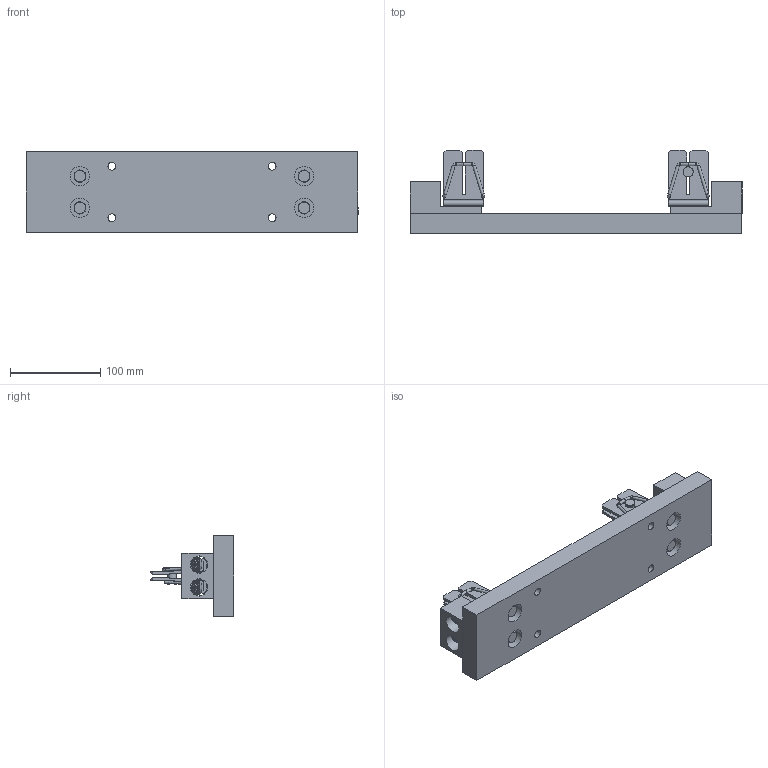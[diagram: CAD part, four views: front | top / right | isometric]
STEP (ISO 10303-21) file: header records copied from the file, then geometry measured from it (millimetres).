
FILE_DESCRIPTION (( 'STEP AP214' ), '1' );
FILE_NAME ('05C0112rev-.STEP', '2013-11-20T20:47:51', ( '' ), ( '' ), 'SwSTEP 2.0', 'SolidWorks 2013', '' );
FILE_SCHEMA (( 'AUTOMOTIVE_DESIGN' ));
Length unit declared in the file: inch
Products named in the file (1): 05C0112rev-
Bounding box: 368.4 x 92.13 x 88.9 mm (x, y, z)
Volume: 874427.1 mm3; surface area: 185431.8 mm2
Topology: 20 solids, 20 shells, 521 faces, 1184 edges, 727 vertices
Faces by surface type: plane 234, cone 165, cylinder 86, bspline 32, sphere 4
Full cylindrical faces by diameter (mm): 6.528 x8, 7.937 x1, 7.938 x7, 8.026 x2, 8.611 x4, 8.738 x4, 9.525 x1, 9.576 x2, 11.125 x1, 15.875 x8, 19.05 x8, 21.59 x4
Entity records: 21954 total; most frequent: CARTESIAN_POINT 4366, DIRECTION 2082, ORIENTED_EDGE 1934, EDGE_CURVE 967, AXIS2_PLACEMENT_3D 801, EDGE_LOOP 800, VERTEX_POINT 709, FACE_OUTER_BOUND 603
